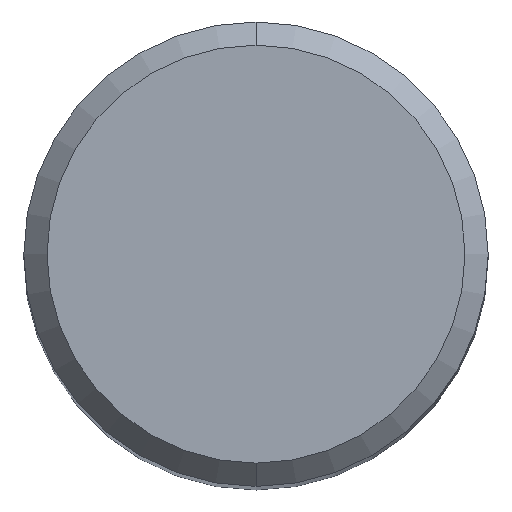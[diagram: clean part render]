
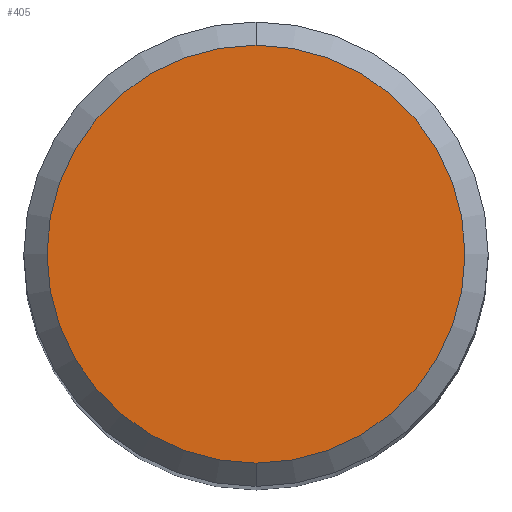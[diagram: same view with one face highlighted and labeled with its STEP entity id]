
A CAD part, top view. The second image highlights one B-rep face of the part: STEP entity #405.
In plain terms, the highlighted planar face has unit normal (0, 0, 1).
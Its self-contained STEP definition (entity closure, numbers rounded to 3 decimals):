
#309=EDGE_CURVE('',#385,#441,#628,.T.);
#385=VERTEX_POINT('',#713);
#405=ADVANCED_FACE('',(#736),#737,.T.);
#441=VERTEX_POINT('',#775);
#457=EDGE_CURVE('',#441,#385,#794,.T.);
#628=CIRCLE('',#1170,4.5);
#713=CARTESIAN_POINT('',(0.0,4.5,0.0));
#736=FACE_OUTER_BOUND('',#1342,.T.);
#737=PLANE('',#1343);
#775=CARTESIAN_POINT('',(0.,-4.5,0.0));
#794=CIRCLE('',#1467,4.5);
#1170=AXIS2_PLACEMENT_3D('',#1635,#1636,#1637);
#1342=EDGE_LOOP('',(#1751,#1752));
#1343=AXIS2_PLACEMENT_3D('',#1753,#1754,#1755);
#1467=AXIS2_PLACEMENT_3D('',#1829,#1830,#1831);
#1635=CARTESIAN_POINT('',(0.0,0.0,0.0));
#1636=DIRECTION('',(0.0,0.0,-1.0));
#1637=DIRECTION('',(0.0,1.0,0.0));
#1751=ORIENTED_EDGE('',*,*,#309,.F.);
#1752=ORIENTED_EDGE('',*,*,#457,.F.);
#1753=CARTESIAN_POINT('',(0.0,2.25,0.0));
#1754=DIRECTION('',(-0.0,0.0,1.0));
#1755=DIRECTION('',(0.0,-1.0,0.0));
#1829=CARTESIAN_POINT('',(0.0,0.0,0.0));
#1830=DIRECTION('',(0.0,0.0,-1.0));
#1831=DIRECTION('',(0.0,1.0,0.0));
